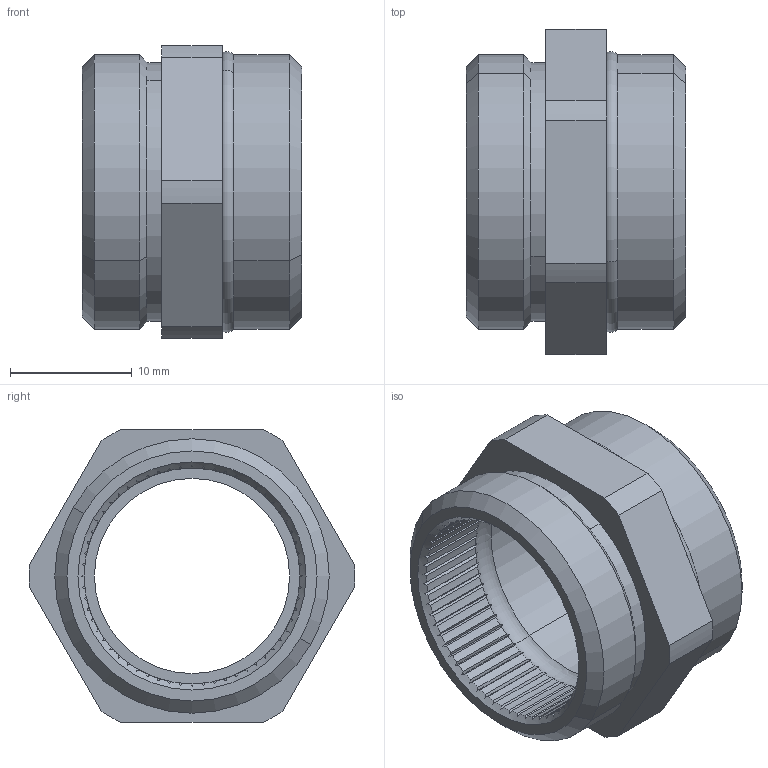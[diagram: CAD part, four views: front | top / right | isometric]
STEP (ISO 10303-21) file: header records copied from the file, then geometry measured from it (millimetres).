
FILE_DESCRIPTION(('Creo Elements/Direct Modeling STEP Export'),'2;1');
FILE_NAME('model.stp','2020-11-05T13:41:58',(''),(''),'Creo Elements/Direct Modeling STEP processor for AP214 (Solid Model)','Creo Elements/Direct Modeling 20.1A 29-Sep-2018 (C) Parametric Technology GmbH','');
FILE_SCHEMA(('AUTOMOTIVE_DESIGN { 1 0 10303 214 1 1 1 1 }'));
Length unit declared in the file: millimetre
Products named in the file (2): VC-M-KV-PG16-ST
Assembly tree (1 placements, depth 2):
  VC-M-KV-PG16-ST
    VC-M-KV-PG16-ST
Bounding box: 18 x 26.69 x 24 mm (x, y, z)
Volume: 3091.5 mm3; surface area: 3016.1 mm2
Topology: 1 solids, 1 shells, 225 faces, 643 edges, 425 vertices
Faces by surface type: plane 133, cylinder 78, cone 10, torus 4
Entity records: 11120 total; most frequent: CARTESIAN_POINT 4320, ORIENTED_EDGE 1286, EDGE_CURVE 643, DIRECTION 604, VERTEX_POINT 425, B_SPLINE_CURVE_WITH_KNOTS 240, SURFACE_CURVE 240, EDGE_LOOP 232
